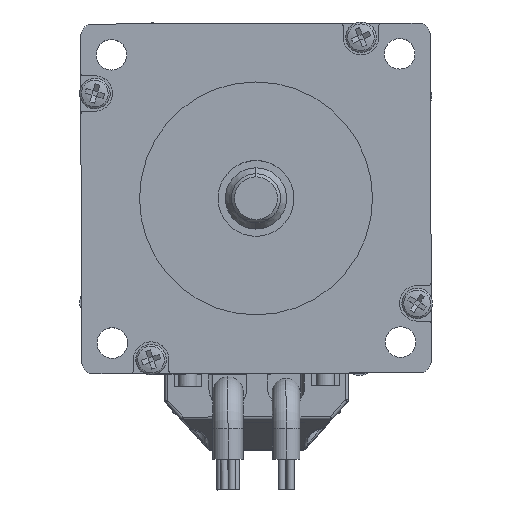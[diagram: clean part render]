
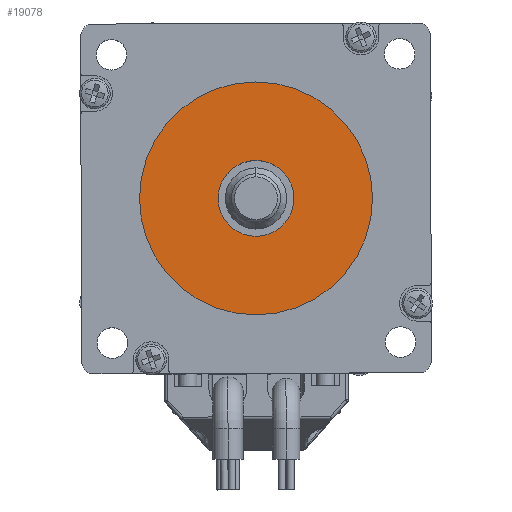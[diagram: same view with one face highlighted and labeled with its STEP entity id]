
A CAD part, top view. The second image highlights one B-rep face of the part: STEP entity #19078.
In plain terms, the highlighted planar face has unit normal (0, 0, 1).
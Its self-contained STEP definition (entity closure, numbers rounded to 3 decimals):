
#6199=VERTEX_POINT('',#45009);
#6200=VERTEX_POINT('',#45010);
#6202=VERTEX_POINT('',#45017);
#6203=VERTEX_POINT('',#45018);
#7177=CIRCLE('',#20868,19.05);
#7179=CIRCLE('',#20871,6.2);
#7180=CIRCLE('',#20872,6.2);
#7203=CIRCLE('',#20906,19.05);
#9882=EDGE_CURVE('',#6199,#6200,#7177,.T.);
#9886=EDGE_CURVE('',#6202,#6203,#7179,.T.);
#9888=EDGE_CURVE('',#6203,#6202,#7180,.T.);
#9926=EDGE_CURVE('',#6200,#6199,#7203,.F.);
#15400=ORIENTED_EDGE('',*,*,#9888,.T.);
#15401=ORIENTED_EDGE('',*,*,#9886,.T.);
#15402=ORIENTED_EDGE('',*,*,#9882,.F.);
#15403=ORIENTED_EDGE('',*,*,#9926,.F.);
#16829=EDGE_LOOP('',(#15400,#15401));
#16830=EDGE_LOOP('',(#15402,#15403));
#17992=FACE_BOUND('',#16829,.T.);
#17993=FACE_BOUND('',#16830,.T.);
#19078=ADVANCED_FACE('',(#17992,#17993),#45942,.T.);
#20868=AXIS2_PLACEMENT_3D('',#45008,#25629,#25630);
#20871=AXIS2_PLACEMENT_3D('',#45016,#25637,#25638);
#20872=AXIS2_PLACEMENT_3D('',#45021,#25640,#25641);
#20905=AXIS2_PLACEMENT_3D('',#45091,#25718,$);
#20906=AXIS2_PLACEMENT_3D('',#45092,#25719,#25720);
#25629=DIRECTION('',(0.,0.,-1.));
#25630=DIRECTION('',(-19.05,0.,0.));
#25637=DIRECTION('',(0.,0.,-1.));
#25638=DIRECTION('',(-6.2,0.,0.));
#25640=DIRECTION('',(0.,0.,-1.));
#25641=DIRECTION('',(-6.2,0.,0.));
#25718=DIRECTION('',(0.,0.,1.));
#25719=DIRECTION('',(0.,0.,1.));
#25720=DIRECTION('',(-19.05,0.,0.));
#45008=CARTESIAN_POINT('',(0.,0.,3.8));
#45009=CARTESIAN_POINT('',(-19.05,0.,3.8));
#45010=CARTESIAN_POINT('',(19.05,0.,3.8));
#45016=CARTESIAN_POINT('',(0.,0.,3.8));
#45017=CARTESIAN_POINT('',(6.2,0.,3.8));
#45018=CARTESIAN_POINT('',(-6.2,0.,3.8));
#45021=CARTESIAN_POINT('',(0.,0.,3.8));
#45091=CARTESIAN_POINT('',(0.,0.,3.8));
#45092=CARTESIAN_POINT('',(0.,0.,3.8));
#45942=PLANE('',#20905);
